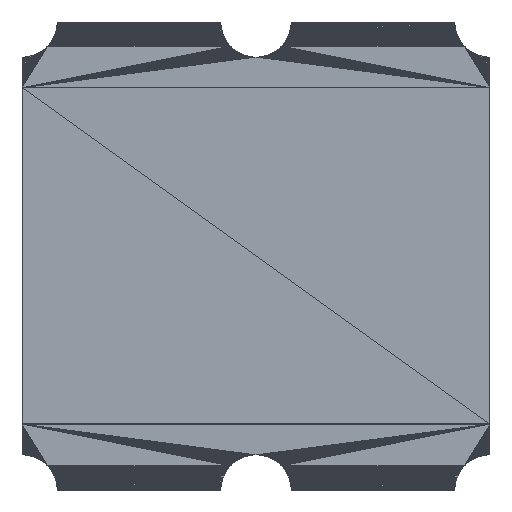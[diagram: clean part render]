
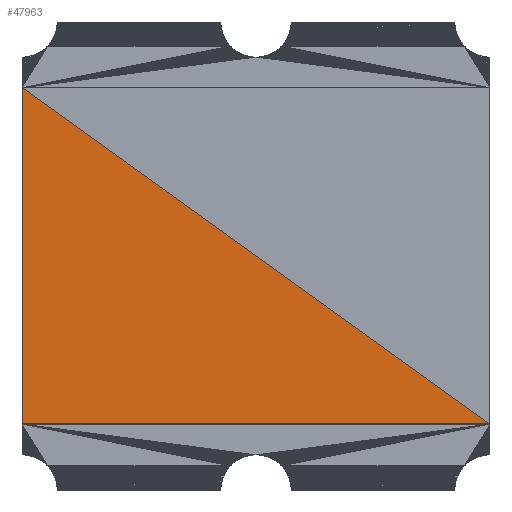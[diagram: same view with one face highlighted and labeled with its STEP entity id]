
A CAD part, top view. The second image highlights one B-rep face of the part: STEP entity #47963.
In plain terms, the highlighted planar face has unit normal (0, 0, 1).
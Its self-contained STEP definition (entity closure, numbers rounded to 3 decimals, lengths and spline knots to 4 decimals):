
#9703 = VERTEX_POINT('',#9704);
#9704 = CARTESIAN_POINT('',(0.8,-0.575,0.4
    ));
#9718 = PLANE('',#9719);
#9719 = AXIS2_PLACEMENT_3D('',#9720,#9721,#9722);
#9720 = CARTESIAN_POINT('',(0.1949,0.1949,0.4)
  );
#9721 = DIRECTION('',(0.,0.,1.));
#9722 = DIRECTION('',(1.,0.,-0.));
#47471 = VERTEX_POINT('',#47472);
#47472 = CARTESIAN_POINT('',(-0.8,0.575,
    0.4));
#47508 = PLANE('',#47509);
#47509 = AXIS2_PLACEMENT_3D('',#47510,#47511,#47512);
#47510 = CARTESIAN_POINT('',(-0.8,-0.0558,
    0.3308));
#47511 = DIRECTION('',(-1.,0.,0.));
#47512 = DIRECTION('',(0.,0.,-1.));
#47575 = EDGE_CURVE('',#47576,#47471,#47578,.T.);
#47576 = VERTEX_POINT('',#47577);
#47577 = CARTESIAN_POINT('',(-0.8,-0.575,
    0.4));
#47578 = SURFACE_CURVE('',#47579,(#47583,#47590),.PCURVE_S1.);
#47579 = LINE('',#47580,#47581);
#47580 = CARTESIAN_POINT('',(-0.8,-0.575,
    0.4));
#47581 = VECTOR('',#47582,1.);
#47582 = DIRECTION('',(0.,1.,0.));
#47583 = PCURVE('',#47508,#47584);
#47584 = DEFINITIONAL_REPRESENTATION('',(#47585),#47589);
#47585 = LINE('',#47586,#47587);
#47586 = CARTESIAN_POINT('',(-0.069,0.519));
#47587 = VECTOR('',#47588,1.);
#47588 = DIRECTION('',(0.,-1.));
#47589 = ( GEOMETRIC_REPRESENTATION_CONTEXT(2) 
PARAMETRIC_REPRESENTATION_CONTEXT() REPRESENTATION_CONTEXT('2D SPACE',''
  ) );
#47590 = PCURVE('',#47591,#47596);
#47591 = PLANE('',#47592);
#47592 = AXIS2_PLACEMENT_3D('',#47593,#47594,#47595);
#47593 = CARTESIAN_POINT('',(-0.1949,-0.1949,
    0.4));
#47594 = DIRECTION('',(0.,0.,1.));
#47595 = DIRECTION('',(1.,0.,-0.));
#47596 = DEFINITIONAL_REPRESENTATION('',(#47597),#47601);
#47597 = LINE('',#47598,#47599);
#47598 = CARTESIAN_POINT('',(-0.605,-0.38));
#47599 = VECTOR('',#47600,1.);
#47600 = DIRECTION('',(0.,1.));
#47601 = ( GEOMETRIC_REPRESENTATION_CONTEXT(2) 
PARAMETRIC_REPRESENTATION_CONTEXT() REPRESENTATION_CONTEXT('2D SPACE',''
  ) );
#47618 = PLANE('',#47619);
#47619 = AXIS2_PLACEMENT_3D('',#47620,#47621,#47622);
#47620 = CARTESIAN_POINT('',(-0.0576,-0.575,
    0.3326));
#47621 = DIRECTION('',(-0.,-1.,-0.));
#47622 = DIRECTION('',(0.,0.,-1.));
#47942 = EDGE_CURVE('',#47471,#9703,#47943,.T.);
#47943 = SURFACE_CURVE('',#47944,(#47948,#47955),.PCURVE_S1.);
#47944 = LINE('',#47945,#47946);
#47945 = CARTESIAN_POINT('',(-0.8,0.575,
    0.4));
#47946 = VECTOR('',#47947,1.);
#47947 = DIRECTION('',(0.812,-0.584,0.));
#47948 = PCURVE('',#9718,#47949);
#47949 = DEFINITIONAL_REPRESENTATION('',(#47950),#47954);
#47950 = LINE('',#47951,#47952);
#47951 = CARTESIAN_POINT('',(-0.995,0.38));
#47952 = VECTOR('',#47953,1.);
#47953 = DIRECTION('',(0.812,-0.584));
#47954 = ( GEOMETRIC_REPRESENTATION_CONTEXT(2) 
PARAMETRIC_REPRESENTATION_CONTEXT() REPRESENTATION_CONTEXT('2D SPACE',''
  ) );
#47955 = PCURVE('',#47591,#47956);
#47956 = DEFINITIONAL_REPRESENTATION('',(#47957),#47961);
#47957 = LINE('',#47958,#47959);
#47958 = CARTESIAN_POINT('',(-0.605,0.77));
#47959 = VECTOR('',#47960,1.);
#47960 = DIRECTION('',(0.812,-0.584));
#47961 = ( GEOMETRIC_REPRESENTATION_CONTEXT(2) 
PARAMETRIC_REPRESENTATION_CONTEXT() REPRESENTATION_CONTEXT('2D SPACE',''
  ) );
#47963 = ADVANCED_FACE('',(#47964),#47591,.T.);
#47964 = FACE_BOUND('',#47965,.T.);
#47965 = EDGE_LOOP('',(#47966,#47987,#47988));
#47966 = ORIENTED_EDGE('',*,*,#47967,.T.);
#47967 = EDGE_CURVE('',#47576,#9703,#47968,.T.);
#47968 = SURFACE_CURVE('',#47969,(#47973,#47980),.PCURVE_S1.);
#47969 = LINE('',#47970,#47971);
#47970 = CARTESIAN_POINT('',(-0.8,-0.575,
    0.4));
#47971 = VECTOR('',#47972,1.);
#47972 = DIRECTION('',(1.,0.,0.));
#47973 = PCURVE('',#47591,#47974);
#47974 = DEFINITIONAL_REPRESENTATION('',(#47975),#47979);
#47975 = LINE('',#47976,#47977);
#47976 = CARTESIAN_POINT('',(-0.605,-0.38));
#47977 = VECTOR('',#47978,1.);
#47978 = DIRECTION('',(1.,0.));
#47979 = ( GEOMETRIC_REPRESENTATION_CONTEXT(2) 
PARAMETRIC_REPRESENTATION_CONTEXT() REPRESENTATION_CONTEXT('2D SPACE',''
  ) );
#47980 = PCURVE('',#47618,#47981);
#47981 = DEFINITIONAL_REPRESENTATION('',(#47982),#47986);
#47982 = LINE('',#47983,#47984);
#47983 = CARTESIAN_POINT('',(-0.067,-0.742));
#47984 = VECTOR('',#47985,1.);
#47985 = DIRECTION('',(0.,1.));
#47986 = ( GEOMETRIC_REPRESENTATION_CONTEXT(2) 
PARAMETRIC_REPRESENTATION_CONTEXT() REPRESENTATION_CONTEXT('2D SPACE',''
  ) );
#47987 = ORIENTED_EDGE('',*,*,#47942,.F.);
#47988 = ORIENTED_EDGE('',*,*,#47575,.F.);
